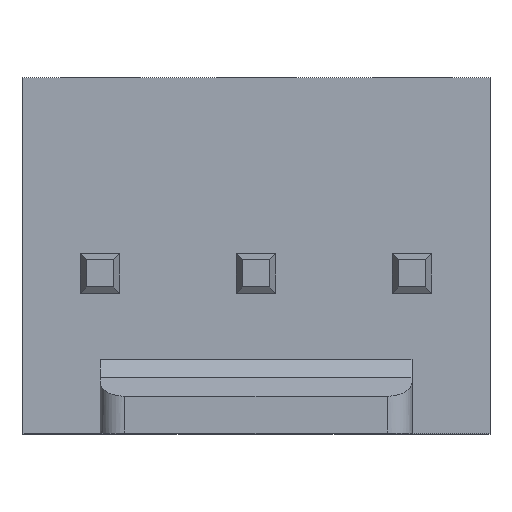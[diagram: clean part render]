
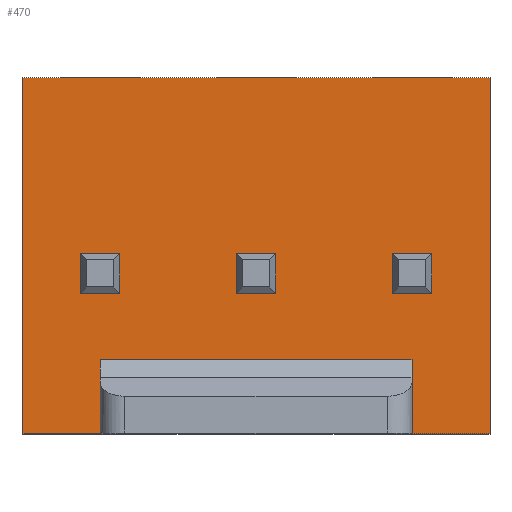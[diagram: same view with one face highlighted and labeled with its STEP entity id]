
A CAD part, top view. The second image highlights one B-rep face of the part: STEP entity #470.
In plain terms, the highlighted planar face has unit normal (0, 0, 1).
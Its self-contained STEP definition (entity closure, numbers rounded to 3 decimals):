
#470=ADVANCED_FACE('',(#1131,#1133,#1135,#1137),#1139,.T.);
#1131=FACE_BOUND('',#1132,.T.);
#1132=EDGE_LOOP('',(#1613,#1614,#1615,#1616,#1617,#1618,#1619,#1620));
#1133=FACE_BOUND('',#1134,.T.);
#1134=EDGE_LOOP('',(#1621,#1622,#1623,#1624));
#1135=FACE_BOUND('',#1136,.T.);
#1136=EDGE_LOOP('',(#1625,#1626,#1627,#1628));
#1137=FACE_BOUND('',#1138,.T.);
#1138=EDGE_LOOP('',(#1629,#1630,#1631,#1632));
#1139=PLANE('',#1140);
#1140=AXIS2_PLACEMENT_3D('',#1141,#1142,#1143);
#1141=CARTESIAN_POINT('',(0.,0.,3.));
#1142=DIRECTION('',(0.,0.,1.));
#1143=DIRECTION('',(1.,0.,0.));
#1613=ORIENTED_EDGE('',*,*,#1931,.F.);
#1614=ORIENTED_EDGE('',*,*,#1932,.F.);
#1615=ORIENTED_EDGE('',*,*,#1927,.T.);
#1616=ORIENTED_EDGE('',*,*,#1933,.T.);
#1617=ORIENTED_EDGE('',*,*,#1934,.T.);
#1618=ORIENTED_EDGE('',*,*,#1935,.T.);
#1619=ORIENTED_EDGE('',*,*,#1911,.T.);
#1620=ORIENTED_EDGE('',*,*,#1936,.F.);
#1621=ORIENTED_EDGE('',*,*,#1937,.T.);
#1622=ORIENTED_EDGE('',*,*,#1938,.T.);
#1623=ORIENTED_EDGE('',*,*,#1939,.T.);
#1624=ORIENTED_EDGE('',*,*,#1940,.T.);
#1625=ORIENTED_EDGE('',*,*,#1941,.T.);
#1626=ORIENTED_EDGE('',*,*,#1942,.T.);
#1627=ORIENTED_EDGE('',*,*,#1943,.T.);
#1628=ORIENTED_EDGE('',*,*,#1944,.T.);
#1629=ORIENTED_EDGE('',*,*,#1945,.T.);
#1630=ORIENTED_EDGE('',*,*,#1946,.T.);
#1631=ORIENTED_EDGE('',*,*,#1947,.T.);
#1632=ORIENTED_EDGE('',*,*,#1948,.T.);
#1911=EDGE_CURVE('',#2163,#2161,#2164,.T.);
#1927=EDGE_CURVE('',#2195,#2193,#2196,.T.);
#1931=EDGE_CURVE('',#2202,#2203,#2204,.T.);
#1932=EDGE_CURVE('',#2195,#2202,#2205,.F.);
#1933=EDGE_CURVE('',#2193,#2206,#2207,.T.);
#1934=EDGE_CURVE('',#2206,#2208,#2209,.T.);
#1935=EDGE_CURVE('',#2208,#2163,#2210,.T.);
#1936=EDGE_CURVE('',#2203,#2161,#2211,.T.);
#1937=EDGE_CURVE('',#2212,#2213,#2214,.F.);
#1938=EDGE_CURVE('',#2213,#2215,#2216,.F.);
#1939=EDGE_CURVE('',#2215,#2217,#2218,.F.);
#1940=EDGE_CURVE('',#2217,#2212,#2219,.F.);
#1941=EDGE_CURVE('',#2220,#2221,#2222,.F.);
#1942=EDGE_CURVE('',#2221,#2223,#2224,.F.);
#1943=EDGE_CURVE('',#2223,#2225,#2226,.F.);
#1944=EDGE_CURVE('',#2225,#2220,#2227,.F.);
#1945=EDGE_CURVE('',#2228,#2229,#2230,.F.);
#1946=EDGE_CURVE('',#2229,#2231,#2232,.F.);
#1947=EDGE_CURVE('',#2231,#2233,#2234,.F.);
#1948=EDGE_CURVE('',#2233,#2228,#2235,.F.);
#2161=VERTEX_POINT('',#2659);
#2163=VERTEX_POINT('',#2663);
#2164=LINE('',#2664,#2665);
#2193=VERTEX_POINT('',#2723);
#2195=VERTEX_POINT('',#2727);
#2196=LINE('',#2728,#2729);
#2202=VERTEX_POINT('',#2743);
#2203=VERTEX_POINT('',#2744);
#2204=LINE('',#2745,#2746);
#2205=LINE('',#2748,#2749);
#2206=VERTEX_POINT('',#2751);
#2207=LINE('',#2752,#2753);
#2208=VERTEX_POINT('',#2755);
#2209=LINE('',#2756,#2757);
#2210=LINE('',#2759,#2760);
#2211=LINE('',#2762,#2763);
#2212=VERTEX_POINT('',#2765);
#2213=VERTEX_POINT('',#2766);
#2214=LINE('',#2767,#2768);
#2215=VERTEX_POINT('',#2770);
#2216=LINE('',#2771,#2772);
#2217=VERTEX_POINT('',#2774);
#2218=LINE('',#2775,#2776);
#2219=LINE('',#2778,#2779);
#2220=VERTEX_POINT('',#2781);
#2221=VERTEX_POINT('',#2782);
#2222=LINE('',#2783,#2784);
#2223=VERTEX_POINT('',#2786);
#2224=LINE('',#2787,#2788);
#2225=VERTEX_POINT('',#2790);
#2226=LINE('',#2791,#2792);
#2227=LINE('',#2794,#2795);
#2228=VERTEX_POINT('',#2797);
#2229=VERTEX_POINT('',#2798);
#2230=LINE('',#2799,#2800);
#2231=VERTEX_POINT('',#2802);
#2232=LINE('',#2803,#2804);
#2233=VERTEX_POINT('',#2806);
#2234=LINE('',#2807,#2808);
#2235=LINE('',#2810,#2811);
#2659=CARTESIAN_POINT('',(0.,-2.6,3.));
#2663=CARTESIAN_POINT('',(-1.27,-2.6,3.));
#2664=CARTESIAN_POINT('',(-1.27,-2.6,3.));
#2665=VECTOR('',#2666,1.);
#2666=DIRECTION('',(1.,0.,0.));
#2723=CARTESIAN_POINT('',(6.35,-2.6,3.));
#2727=CARTESIAN_POINT('',(5.08,-2.6,3.));
#2728=CARTESIAN_POINT('',(5.08,-2.6,3.));
#2729=VECTOR('',#2730,1.);
#2730=DIRECTION('',(1.,0.,0.));
#2743=CARTESIAN_POINT('',(5.08,-1.7,3.));
#2744=CARTESIAN_POINT('',(0.,-1.7,3.));
#2745=CARTESIAN_POINT('',(5.08,-1.7,3.));
#2746=VECTOR('',#2747,1.);
#2747=DIRECTION('',(-1.,0.,0.));
#2748=CARTESIAN_POINT('',(5.08,-1.7,3.));
#2749=VECTOR('',#2750,1.);
#2750=DIRECTION('',(0.,-1.,0.));
#2751=CARTESIAN_POINT('',(6.35,3.2,3.));
#2752=CARTESIAN_POINT('',(6.35,-2.6,3.));
#2753=VECTOR('',#2754,1.);
#2754=DIRECTION('',(0.,1.,0.));
#2755=CARTESIAN_POINT('',(-1.27,3.2,3.));
#2756=CARTESIAN_POINT('',(6.35,3.2,3.));
#2757=VECTOR('',#2758,1.);
#2758=DIRECTION('',(-1.,0.,0.));
#2759=CARTESIAN_POINT('',(-1.27,3.2,3.));
#2760=VECTOR('',#2761,1.);
#2761=DIRECTION('',(0.,-1.,0.));
#2762=CARTESIAN_POINT('',(0.,-1.7,3.));
#2763=VECTOR('',#2764,1.);
#2764=DIRECTION('',(0.,-1.,0.));
#2765=CARTESIAN_POINT('',(2.22,-0.32,3.));
#2766=CARTESIAN_POINT('',(2.22,0.32,3.));
#2767=CARTESIAN_POINT('',(2.22,0.32,3.));
#2768=VECTOR('',#2769,1.);
#2769=DIRECTION('',(0.,-1.,0.));
#2770=CARTESIAN_POINT('',(2.86,0.32,3.));
#2771=CARTESIAN_POINT('',(2.86,0.32,3.));
#2772=VECTOR('',#2773,1.);
#2773=DIRECTION('',(-1.,0.,0.));
#2774=CARTESIAN_POINT('',(2.86,-0.32,3.));
#2775=CARTESIAN_POINT('',(2.86,-0.32,3.));
#2776=VECTOR('',#2777,1.);
#2777=DIRECTION('',(0.,1.,0.));
#2778=CARTESIAN_POINT('',(2.22,-0.32,3.));
#2779=VECTOR('',#2780,1.);
#2780=DIRECTION('',(1.,0.,0.));
#2781=CARTESIAN_POINT('',(4.76,-0.32,3.));
#2782=CARTESIAN_POINT('',(4.76,0.32,3.));
#2783=CARTESIAN_POINT('',(4.76,0.32,3.));
#2784=VECTOR('',#2785,1.);
#2785=DIRECTION('',(0.,-1.,0.));
#2786=CARTESIAN_POINT('',(5.4,0.32,3.));
#2787=CARTESIAN_POINT('',(5.4,0.32,3.));
#2788=VECTOR('',#2789,1.);
#2789=DIRECTION('',(-1.,0.,0.));
#2790=CARTESIAN_POINT('',(5.4,-0.32,3.));
#2791=CARTESIAN_POINT('',(5.4,-0.32,3.));
#2792=VECTOR('',#2793,1.);
#2793=DIRECTION('',(0.,1.,0.));
#2794=CARTESIAN_POINT('',(4.76,-0.32,3.));
#2795=VECTOR('',#2796,1.);
#2796=DIRECTION('',(1.,0.,0.));
#2797=CARTESIAN_POINT('',(-0.32,-0.32,3.));
#2798=CARTESIAN_POINT('',(-0.32,0.32,3.));
#2799=CARTESIAN_POINT('',(-0.32,0.32,3.));
#2800=VECTOR('',#2801,1.);
#2801=DIRECTION('',(0.,-1.,0.));
#2802=CARTESIAN_POINT('',(0.32,0.32,3.));
#2803=CARTESIAN_POINT('',(0.32,0.32,3.));
#2804=VECTOR('',#2805,1.);
#2805=DIRECTION('',(-1.,0.,0.));
#2806=CARTESIAN_POINT('',(0.32,-0.32,3.));
#2807=CARTESIAN_POINT('',(0.32,-0.32,3.));
#2808=VECTOR('',#2809,1.);
#2809=DIRECTION('',(0.,1.,0.));
#2810=CARTESIAN_POINT('',(-0.32,-0.32,3.));
#2811=VECTOR('',#2812,1.);
#2812=DIRECTION('',(1.,0.,0.));
